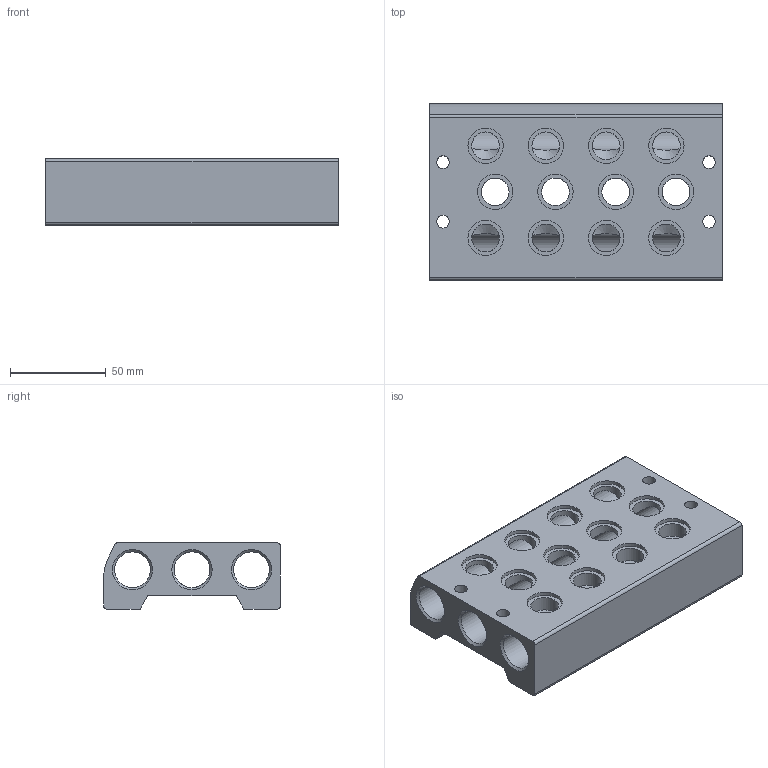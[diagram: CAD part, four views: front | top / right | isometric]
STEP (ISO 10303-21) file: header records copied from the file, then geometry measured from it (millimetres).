
FILE_DESCRIPTION(/* description */ ('STEP AP214'),/* implementation_level */ '2;1');
FILE_NAME(/* name */ '10187_PRS-1_4-4',/* time_stamp */ '2024-09-13T19:25:28+02:00',/* author */ ('License CC BY-ND 4.0'),/* organization */ ('CADENAS'),/* preprocessor_version */ 'ST-DEVELOPER v19.3',/* originating_system */ 'PARTsolutions',/* authorisation */ ' ');
FILE_SCHEMA (('AUTOMOTIVE_DESIGN {1 0 10303 214 3 1 1}'));
Length unit declared in the file: millimetre
Products named in the file (1): 10187 PRS-1/4-4
Bounding box: 152.6 x 92 x 34.5 mm (x, y, z)
Volume: 275632.5 mm3; surface area: 71665.7 mm2
Topology: 1 solids, 1 shells, 77 faces, 195 edges, 128 vertices
Faces by surface type: cylinder 40, plane 23, cone 14
Full cylindrical faces by diameter (mm): 6.6 x4, 14.473 x16, 18.42 x12, 18.631 x3
Entity records: 2404 total; most frequent: CARTESIAN_POINT 684, DIRECTION 344, ORIENTED_EDGE 268, EDGE_LOOP 176, FACE_BOUND 176, AXIS2_PLACEMENT_3D 156, EDGE_CURVE 134, VERTEX_POINT 112
